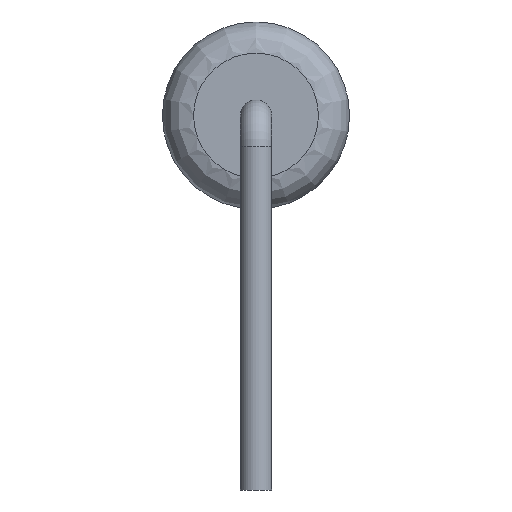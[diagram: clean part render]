
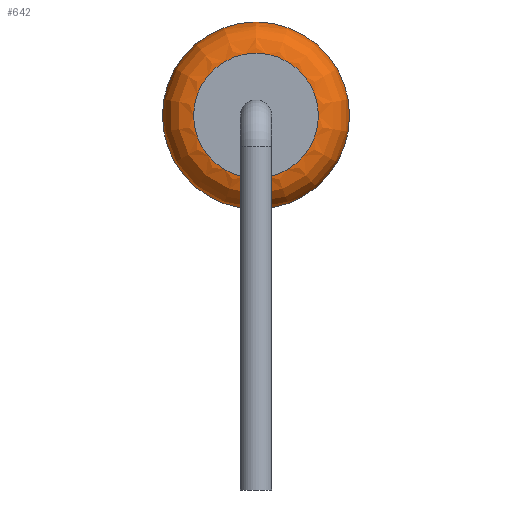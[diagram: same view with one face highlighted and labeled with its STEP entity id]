
A CAD part, left-side view. The second image highlights one B-rep face of the part: STEP entity #642.
In plain terms, the highlighted face is a revolution surface.
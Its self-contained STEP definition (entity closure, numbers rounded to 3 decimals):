
#571 = CYLINDRICAL_SURFACE('',#572,1.5);
#572 = AXIS2_PLACEMENT_3D('',#573,#574,#575);
#573 = CARTESIAN_POINT('',(-3.664,0.,0.));
#574 = DIRECTION('',(-1.,0.,0.));
#575 = DIRECTION('',(0.,0.,1.));
#589 = VERTEX_POINT('',#590);
#590 = CARTESIAN_POINT('',(-4.,0.,1.5));
#611 = EDGE_CURVE('',#589,#589,#612,.T.);
#612 = SURFACE_CURVE('',#613,(#618,#625),.PCURVE_S1.);
#613 = CIRCLE('',#614,1.5);
#614 = AXIS2_PLACEMENT_3D('',#615,#616,#617);
#615 = CARTESIAN_POINT('',(-4.,0.,0.));
#616 = DIRECTION('',(1.,0.,0.));
#617 = DIRECTION('',(0.,0.,1.));
#618 = PCURVE('',#571,#619);
#619 = DEFINITIONAL_REPRESENTATION('',(#620),#624);
#620 = LINE('',#621,#622);
#621 = CARTESIAN_POINT('',(0.,0.336));
#622 = VECTOR('',#623,1.);
#623 = DIRECTION('',(-1.,0.));
#624 = ( GEOMETRIC_REPRESENTATION_CONTEXT(2) 
PARAMETRIC_REPRESENTATION_CONTEXT() REPRESENTATION_CONTEXT('2D SPACE',''
  ) );
#625 = PCURVE('',#626,#635);
#626 = SURFACE_OF_REVOLUTION('',#627,#632);
#627 = CIRCLE('',#628,0.5);
#628 = AXIS2_PLACEMENT_3D('',#629,#630,#631);
#629 = CARTESIAN_POINT('',(-4.,0.,1.));
#630 = DIRECTION('',(0.,-1.,0.));
#631 = DIRECTION('',(1.,0.,0.));
#632 = AXIS1_PLACEMENT('',#633,#634);
#633 = CARTESIAN_POINT('',(0.,0.,0.));
#634 = DIRECTION('',(1.,0.,0.));
#635 = DEFINITIONAL_REPRESENTATION('',(#636),#640);
#636 = LINE('',#637,#638);
#637 = CARTESIAN_POINT('',(0.,1.571));
#638 = VECTOR('',#639,1.);
#639 = DIRECTION('',(1.,0.));
#640 = ( GEOMETRIC_REPRESENTATION_CONTEXT(2) 
PARAMETRIC_REPRESENTATION_CONTEXT() REPRESENTATION_CONTEXT('2D SPACE',''
  ) );
#642 = ADVANCED_FACE('',(#643),#626,.F.);
#643 = FACE_BOUND('',#644,.F.);
#644 = EDGE_LOOP('',(#645,#646,#670,#697));
#645 = ORIENTED_EDGE('',*,*,#611,.T.);
#646 = ORIENTED_EDGE('',*,*,#647,.T.);
#647 = EDGE_CURVE('',#589,#648,#650,.T.);
#648 = VERTEX_POINT('',#649);
#649 = CARTESIAN_POINT('',(-4.5,0.,1.));
#650 = SEAM_CURVE('',#651,(#656,#663),.PCURVE_S1.);
#651 = CIRCLE('',#652,0.5);
#652 = AXIS2_PLACEMENT_3D('',#653,#654,#655);
#653 = CARTESIAN_POINT('',(-4.,0.,1.));
#654 = DIRECTION('',(0.,-1.,0.));
#655 = DIRECTION('',(1.,0.,0.));
#656 = PCURVE('',#626,#657);
#657 = DEFINITIONAL_REPRESENTATION('',(#658),#662);
#658 = LINE('',#659,#660);
#659 = CARTESIAN_POINT('',(0.,0.));
#660 = VECTOR('',#661,1.);
#661 = DIRECTION('',(0.,1.));
#662 = ( GEOMETRIC_REPRESENTATION_CONTEXT(2) 
PARAMETRIC_REPRESENTATION_CONTEXT() REPRESENTATION_CONTEXT('2D SPACE',''
  ) );
#663 = PCURVE('',#626,#664);
#664 = DEFINITIONAL_REPRESENTATION('',(#665),#669);
#665 = LINE('',#666,#667);
#666 = CARTESIAN_POINT('',(6.283,0.));
#667 = VECTOR('',#668,1.);
#668 = DIRECTION('',(0.,1.));
#669 = ( GEOMETRIC_REPRESENTATION_CONTEXT(2) 
PARAMETRIC_REPRESENTATION_CONTEXT() REPRESENTATION_CONTEXT('2D SPACE',''
  ) );
#670 = ORIENTED_EDGE('',*,*,#671,.F.);
#671 = EDGE_CURVE('',#648,#648,#672,.T.);
#672 = SURFACE_CURVE('',#673,(#678,#685),.PCURVE_S1.);
#673 = CIRCLE('',#674,1.);
#674 = AXIS2_PLACEMENT_3D('',#675,#676,#677);
#675 = CARTESIAN_POINT('',(-4.5,0.,0.));
#676 = DIRECTION('',(1.,0.,0.));
#677 = DIRECTION('',(0.,0.,1.));
#678 = PCURVE('',#626,#679);
#679 = DEFINITIONAL_REPRESENTATION('',(#680),#684);
#680 = LINE('',#681,#682);
#681 = CARTESIAN_POINT('',(0.,3.142));
#682 = VECTOR('',#683,1.);
#683 = DIRECTION('',(1.,0.));
#684 = ( GEOMETRIC_REPRESENTATION_CONTEXT(2) 
PARAMETRIC_REPRESENTATION_CONTEXT() REPRESENTATION_CONTEXT('2D SPACE',''
  ) );
#685 = PCURVE('',#686,#691);
#686 = PLANE('',#687);
#687 = AXIS2_PLACEMENT_3D('',#688,#689,#690);
#688 = CARTESIAN_POINT('',(-4.5,0.,0.));
#689 = DIRECTION('',(1.,0.,0.));
#690 = DIRECTION('',(0.,0.,1.));
#691 = DEFINITIONAL_REPRESENTATION('',(#692),#696);
#692 = CIRCLE('',#693,1.);
#693 = AXIS2_PLACEMENT_2D('',#694,#695);
#694 = CARTESIAN_POINT('',(0.,0.));
#695 = DIRECTION('',(1.,0.));
#696 = ( GEOMETRIC_REPRESENTATION_CONTEXT(2) 
PARAMETRIC_REPRESENTATION_CONTEXT() REPRESENTATION_CONTEXT('2D SPACE',''
  ) );
#697 = ORIENTED_EDGE('',*,*,#647,.F.);
